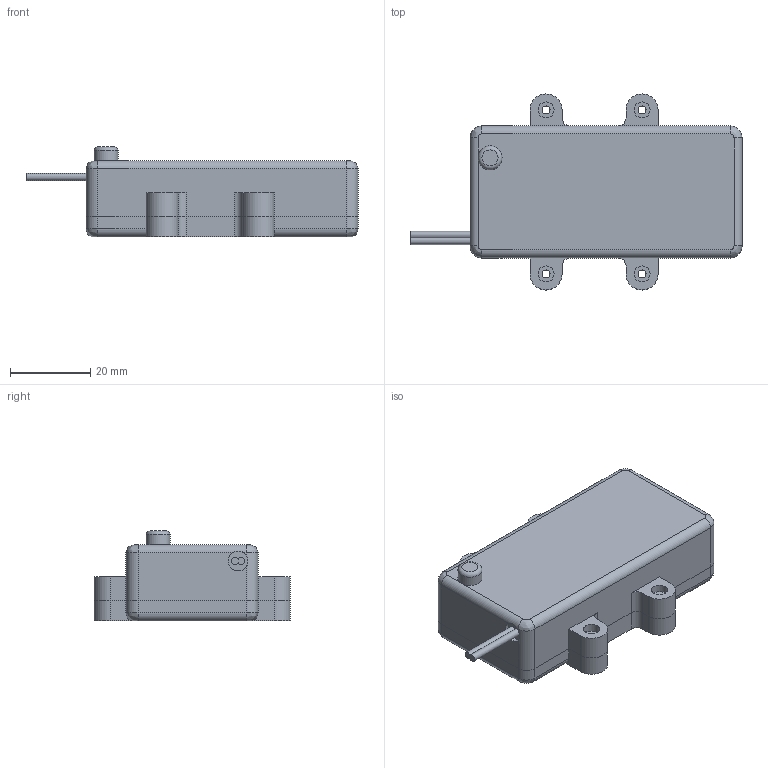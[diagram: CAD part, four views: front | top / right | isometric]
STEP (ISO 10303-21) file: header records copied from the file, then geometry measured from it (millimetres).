
FILE_DESCRIPTION(/* description */ (''),/* implementation_level */ '2;1');
FILE_NAME(/* name */ '770 2xAA battery holder.step',/* time_stamp */ '2018-07-07T16:29:50-04:00',/* author */ ('Adafruit'),/* organization */ (''),/* preprocessor_version */ 'ST-DEVELOPER v17',/* originating_system */ 'Autodesk Translation Framework v7.1.0.215',/* authorisation */ '');
FILE_SCHEMA (('AUTOMOTIVE_DESIGN { 1 0 10303 214 3 1 1 }'));
Length unit declared in the file: millimetre
Products named in the file (1): 2xAA battery holder 770
Bounding box: 83 x 49 x 22.5 mm (x, y, z)
Volume: 44459.9 mm3; surface area: 14538.9 mm2
Topology: 3 solids, 3 shells, 132 faces, 336 edges, 219 vertices
Faces by surface type: plane 73, cylinder 50, bspline 8, torus 1
Full cylindrical faces by diameter (mm): 2 x8, 4 x4, 5 x1, 6 x1
Entity records: 4126 total; most frequent: CARTESIAN_POINT 770, DIRECTION 698, ORIENTED_EDGE 672, EDGE_CURVE 336, AXIS2_PLACEMENT_3D 239, LINE 220, VECTOR 220, VERTEX_POINT 219
